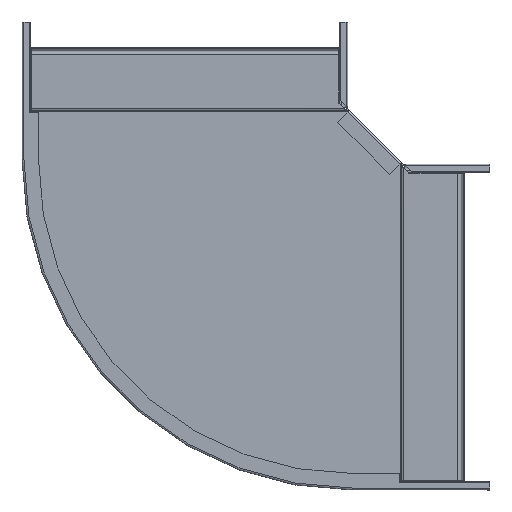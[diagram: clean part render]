
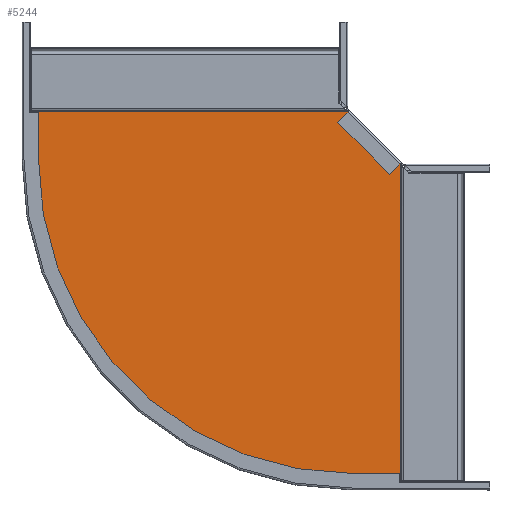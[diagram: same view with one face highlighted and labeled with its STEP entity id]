
A CAD part, front view. The second image highlights one B-rep face of the part: STEP entity #5244.
In plain terms, the highlighted planar face has unit normal (0, -1, 0).
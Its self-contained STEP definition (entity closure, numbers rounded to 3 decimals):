
#23 = EDGE_CURVE ( 'NONE', #2907, #2421, #987, .T. ) ;
#25 = FACE_OUTER_BOUND ( 'NONE', #1530, .T. ) ;
#71 = DIRECTION ( 'NONE',  ( 0., 0., -1. ) ) ;
#99 = LINE ( 'NONE', #1782, #840 ) ;
#169 = VECTOR ( 'NONE', #4678, 1000. ) ;
#216 = DIRECTION ( 'NONE',  ( 0., 1., 0. ) ) ;
#451 = EDGE_CURVE ( 'NONE', #2421, #2281, #2195, .T. ) ;
#536 = DIRECTION ( 'NONE',  ( 0.707, 0., -0.707 ) ) ;
#602 = CARTESIAN_POINT ( 'NONE',  ( 24.071, -0.75, -311.412 ) ) ;
#603 = ORIENTED_EDGE ( 'NONE', *, *, #2010, .F. ) ;
#633 = CARTESIAN_POINT ( 'NONE',  ( -311.412, -0.75, 24.071 ) ) ;
#815 = AXIS2_PLACEMENT_3D ( 'NONE', #1879, #216, #3596 ) ;
#840 = VECTOR ( 'NONE', #71, 1000. ) ;
#987 = CIRCLE ( 'NONE', #815, 298.25 ) ;
#1038 = CARTESIAN_POINT ( 'NONE',  ( 23.412, -0.75, -317.912 ) ) ;
#1105 = DIRECTION ( 'NONE',  ( 1., 0., 0. ) ) ;
#1112 = CARTESIAN_POINT ( 'NONE',  ( -311.412, -0.75, 23.412 ) ) ;
#1162 = VERTEX_POINT ( 'NONE', #633 ) ;
#1230 = VECTOR ( 'NONE', #5342, 1000. ) ;
#1263 = EDGE_CURVE ( 'NONE', #2907, #4492, #4110, .T. ) ;
#1305 = EDGE_CURVE ( 'NONE', #4197, #1162, #3238, .T. ) ;
#1410 = VERTEX_POINT ( 'NONE', #5170 ) ;
#1485 = CARTESIAN_POINT ( 'NONE',  ( 75.912, -0.75, -311.412 ) ) ;
#1516 = EDGE_CURVE ( 'NONE', #1162, #2506, #2162, .T. ) ;
#1530 = EDGE_LOOP ( 'NONE', ( #3493, #4983, #5208, #3374, #1652, #2501, #4752, #3348, #1575, #603 ) ) ;
#1575 = ORIENTED_EDGE ( 'NONE', *, *, #3255, .F. ) ;
#1652 = ORIENTED_EDGE ( 'NONE', *, *, #451, .F. ) ;
#1661 = DIRECTION ( 'NONE',  ( 0., 0., -1. ) ) ;
#1748 = CARTESIAN_POINT ( 'NONE',  ( -317.912, -0.75, -19.662 ) ) ;
#1782 = CARTESIAN_POINT ( 'NONE',  ( 24.071, -0.75, -19.662 ) ) ;
#1879 = CARTESIAN_POINT ( 'NONE',  ( -19.662, -0.75, -19.662 ) ) ;
#2010 = EDGE_CURVE ( 'NONE', #1410, #5057, #99, .T. ) ;
#2019 = EDGE_CURVE ( 'NONE', #4197, #1410, #2666, .T. ) ;
#2061 = DIRECTION ( 'NONE',  ( 0., -1., 0. ) ) ;
#2100 = CARTESIAN_POINT ( 'NONE',  ( -317.912, -0.75, 23.412 ) ) ;
#2162 = LINE ( 'NONE', #3350, #2170 ) ;
#2170 = VECTOR ( 'NONE', #2514, 1000. ) ;
#2195 = LINE ( 'NONE', #4751, #5459 ) ;
#2274 = VECTOR ( 'NONE', #536, 1000. ) ;
#2281 = VERTEX_POINT ( 'NONE', #2100 ) ;
#2421 = VERTEX_POINT ( 'NONE', #1748 ) ;
#2422 = DIRECTION ( 'NONE',  ( -1., 0., 0. ) ) ;
#2429 = DIRECTION ( 'NONE',  ( -1., 0., 0. ) ) ;
#2501 = ORIENTED_EDGE ( 'NONE', *, *, #23, .F. ) ;
#2506 = VERTEX_POINT ( 'NONE', #1112 ) ;
#2514 = DIRECTION ( 'NONE',  ( 0., 0., -1. ) ) ;
#2588 = CARTESIAN_POINT ( 'NONE',  ( -19.662, -0.75, -317.912 ) ) ;
#2622 = VECTOR ( 'NONE', #1105, 1000. ) ;
#2666 = LINE ( 'NONE', #3052, #2274 ) ;
#2901 = LINE ( 'NONE', #4654, #169 ) ;
#2907 = VERTEX_POINT ( 'NONE', #2588 ) ;
#2991 = VERTEX_POINT ( 'NONE', #3590 ) ;
#3052 = CARTESIAN_POINT ( 'NONE',  ( -12.021, -0.75, 12.021 ) ) ;
#3238 = LINE ( 'NONE', #4614, #3514 ) ;
#3255 = EDGE_CURVE ( 'NONE', #5057, #2991, #3681, .T. ) ;
#3348 = ORIENTED_EDGE ( 'NONE', *, *, #4356, .F. ) ;
#3350 = CARTESIAN_POINT ( 'NONE',  ( -311.412, -0.75, 75.912 ) ) ;
#3374 = ORIENTED_EDGE ( 'NONE', *, *, #3693, .T. ) ;
#3493 = ORIENTED_EDGE ( 'NONE', *, *, #2019, .F. ) ;
#3514 = VECTOR ( 'NONE', #2429, 1000. ) ;
#3590 = CARTESIAN_POINT ( 'NONE',  ( 23.412, -0.75, -311.412 ) ) ;
#3596 = DIRECTION ( 'NONE',  ( 0., 0., -1. ) ) ;
#3681 = LINE ( 'NONE', #1485, #5443 ) ;
#3693 = EDGE_CURVE ( 'NONE', #2506, #2281, #2901, .T. ) ;
#3772 = PLANE ( 'NONE',  #4639 ) ;
#4010 = LINE ( 'NONE', #1038, #1230 ) ;
#4081 = CARTESIAN_POINT ( 'NONE',  ( -19.662, -0.75, -317.912 ) ) ;
#4110 = LINE ( 'NONE', #4081, #2622 ) ;
#4127 = CARTESIAN_POINT ( 'NONE',  ( 23.412, -0.75, -317.912 ) ) ;
#4197 = VERTEX_POINT ( 'NONE', #5405 ) ;
#4226 = CARTESIAN_POINT ( 'NONE',  ( -19.662, -0.75, -19.662 ) ) ;
#4356 = EDGE_CURVE ( 'NONE', #2991, #4492, #4010, .T. ) ;
#4362 = DIRECTION ( 'NONE',  ( 0., 0., 1. ) ) ;
#4492 = VERTEX_POINT ( 'NONE', #4127 ) ;
#4614 = CARTESIAN_POINT ( 'NONE',  ( -19.662, -0.75, 24.071 ) ) ;
#4639 = AXIS2_PLACEMENT_3D ( 'NONE', #4226, #2061, #1661 ) ;
#4654 = CARTESIAN_POINT ( 'NONE',  ( -317.912, -0.75, 23.412 ) ) ;
#4678 = DIRECTION ( 'NONE',  ( -1., 0., 0. ) ) ;
#4751 = CARTESIAN_POINT ( 'NONE',  ( -317.912, -0.75, -19.662 ) ) ;
#4752 = ORIENTED_EDGE ( 'NONE', *, *, #1263, .T. ) ;
#4983 = ORIENTED_EDGE ( 'NONE', *, *, #1305, .T. ) ;
#5057 = VERTEX_POINT ( 'NONE', #602 ) ;
#5170 = CARTESIAN_POINT ( 'NONE',  ( 24.071, -0.75, -24.071 ) ) ;
#5208 = ORIENTED_EDGE ( 'NONE', *, *, #1516, .T. ) ;
#5244 = ADVANCED_FACE ( 'NONE', ( #25 ), #3772, .T. ) ;
#5342 = DIRECTION ( 'NONE',  ( 0., 0., -1. ) ) ;
#5405 = CARTESIAN_POINT ( 'NONE',  ( -24.071, -0.75, 24.071 ) ) ;
#5443 = VECTOR ( 'NONE', #2422, 1000. ) ;
#5459 = VECTOR ( 'NONE', #4362, 1000. ) ;
